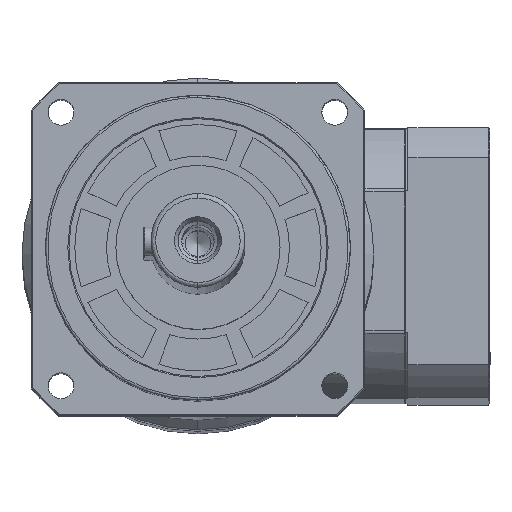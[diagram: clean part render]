
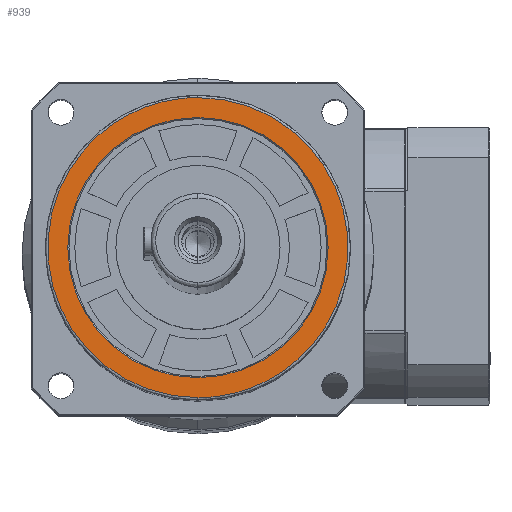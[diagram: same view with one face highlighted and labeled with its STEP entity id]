
A CAD part, left-side view. The second image highlights one B-rep face of the part: STEP entity #939.
In plain terms, the highlighted face is planar.
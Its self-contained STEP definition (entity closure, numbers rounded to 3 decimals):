
#312 = VERTEX_POINT ( 'NONE', #6367 ) ;
#939 = ADVANCED_FACE ( 'NONE', ( #26966, #2139 ), #10055, .F. ) ;
#1717 = DIRECTION ( 'NONE',  ( 0., 0., -1. ) ) ;
#2139 = FACE_OUTER_BOUND ( 'NONE', #32368, .T. ) ;
#3386 = CARTESIAN_POINT ( 'NONE',  ( 0., -55.5, -48.5 ) ) ;
#4664 = ORIENTED_EDGE ( 'NONE', *, *, #39909, .F. ) ;
#6367 = CARTESIAN_POINT ( 'NONE',  ( -64., 0., -48.5 ) ) ;
#7611 = ORIENTED_EDGE ( 'NONE', *, *, #11790, .F. ) ;
#7829 = CARTESIAN_POINT ( 'NONE',  ( -64., 0., -48.5 ) ) ;
#9027 = DIRECTION ( 'NONE',  ( 1., 0., 0. ) ) ;
#9081 = DIRECTION ( 'NONE',  ( 0., 0., 1. ) ) ;
#9175 = CARTESIAN_POINT ( 'NONE',  ( 0., 0., -48.5 ) ) ;
#10055 = PLANE ( 'NONE',  #21324 ) ;
#10188 = DIRECTION ( 'NONE',  ( 0., 0., -1. ) ) ;
#10507 = EDGE_LOOP ( 'NONE', ( #4664, #7611 ) ) ;
#11085 = CARTESIAN_POINT ( 'NONE',  ( -64., -128., -48.5 ) ) ;
#11790 = EDGE_CURVE ( 'NONE', #26613, #38997, #23637, .T. ) ;
#11995 = CARTESIAN_POINT ( 'NONE',  ( 64., 128., -48.5 ) ) ;
#14392 = CARTESIAN_POINT ( 'NONE',  ( 64., 0., -48.5 ) ) ;
#15385 = ORIENTED_EDGE ( 'NONE', *, *, #39966, .F. ) ;
#15578 =( BOUNDED_CURVE ( )  B_SPLINE_CURVE ( 3, ( #34351, #11995, #37522, #18568 ),
 .UNSPECIFIED., .F., .F. ) 
 B_SPLINE_CURVE_WITH_KNOTS ( ( 4, 4 ),
 ( 0.5, 1. ),
 .UNSPECIFIED. ) 
 CURVE ( )  GEOMETRIC_REPRESENTATION_ITEM ( )  RATIONAL_B_SPLINE_CURVE ( ( 1., 0.333, 0.333, 1. ) ) 
 REPRESENTATION_ITEM ( '' )  );
#16705 = CIRCLE ( 'NONE', #30234, 55.5 ) ;
#18568 = CARTESIAN_POINT ( 'NONE',  ( -64., 0., -48.5 ) ) ;
#18890 =( BOUNDED_CURVE ( )  B_SPLINE_CURVE ( 3, ( #7829, #11085, #33472, #14392 ),
 .UNSPECIFIED., .F., .F. ) 
 B_SPLINE_CURVE_WITH_KNOTS ( ( 4, 4 ),
 ( 0., 0.5 ),
 .UNSPECIFIED. ) 
 CURVE ( )  GEOMETRIC_REPRESENTATION_ITEM ( )  RATIONAL_B_SPLINE_CURVE ( ( 1., 0.333, 0.333, 1. ) ) 
 REPRESENTATION_ITEM ( '' )  );
#21081 = CARTESIAN_POINT ( 'NONE',  ( 0., 0., -48.5 ) ) ;
#21324 = AXIS2_PLACEMENT_3D ( 'NONE', #9175, #9081, #9027 ) ;
#23637 = CIRCLE ( 'NONE', #40772, 55.5 ) ;
#24325 = DIRECTION ( 'NONE',  ( 0., 1., 0. ) ) ;
#26613 = VERTEX_POINT ( 'NONE', #3386 ) ;
#26896 = CARTESIAN_POINT ( 'NONE',  ( 0., 55.5, -48.5 ) ) ;
#26966 = FACE_BOUND ( 'NONE', #10507, .T. ) ;
#29239 = EDGE_CURVE ( 'NONE', #312, #40283, #18890, .T. ) ;
#29475 = CARTESIAN_POINT ( 'NONE',  ( 0., 0., -48.5 ) ) ;
#30234 = AXIS2_PLACEMENT_3D ( 'NONE', #21081, #1717, #24325 ) ;
#32260 = CARTESIAN_POINT ( 'NONE',  ( 64., 0., -48.5 ) ) ;
#32368 = EDGE_LOOP ( 'NONE', ( #32910, #15385 ) ) ;
#32587 = DIRECTION ( 'NONE',  ( 0., 1., 0. ) ) ;
#32910 = ORIENTED_EDGE ( 'NONE', *, *, #29239, .F. ) ;
#33472 = CARTESIAN_POINT ( 'NONE',  ( 64., -128., -48.5 ) ) ;
#34351 = CARTESIAN_POINT ( 'NONE',  ( 64., 0., -48.5 ) ) ;
#37522 = CARTESIAN_POINT ( 'NONE',  ( -64., 128., -48.5 ) ) ;
#38997 = VERTEX_POINT ( 'NONE', #26896 ) ;
#39909 = EDGE_CURVE ( 'NONE', #38997, #26613, #16705, .T. ) ;
#39966 = EDGE_CURVE ( 'NONE', #40283, #312, #15578, .T. ) ;
#40283 = VERTEX_POINT ( 'NONE', #32260 ) ;
#40772 = AXIS2_PLACEMENT_3D ( 'NONE', #29475, #10188, #32587 ) ;
